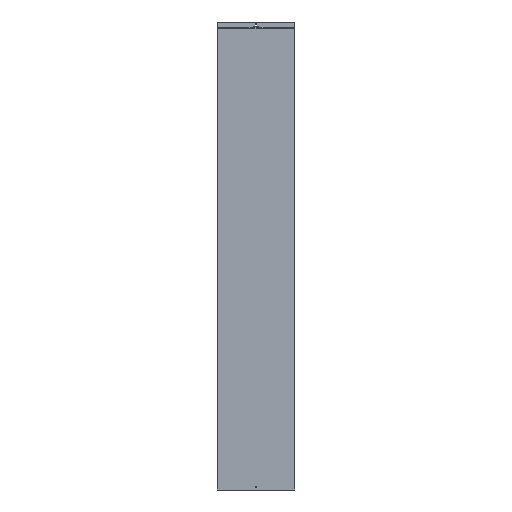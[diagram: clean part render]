
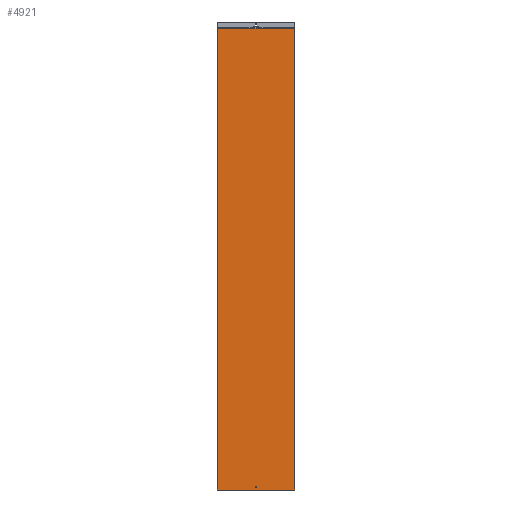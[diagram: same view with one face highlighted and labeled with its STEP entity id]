
A CAD part, front view. The second image highlights one B-rep face of the part: STEP entity #4921.
In plain terms, the highlighted planar face has unit normal (0, -1, 0).
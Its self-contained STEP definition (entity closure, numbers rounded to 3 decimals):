
#174=FACE_BOUND('',#739,.T.);
#198=CIRCLE('',#5212,3.25);
#469=FACE_OUTER_BOUND('',#738,.T.);
#738=EDGE_LOOP('',(#3107,#3108,#3109,#3110,#3111,#3112,#3113,#3114,#3115,
#3116));
#739=EDGE_LOOP('',(#3117));
#1029=LINE('',#7181,#1472);
#1038=LINE('',#7204,#1481);
#1039=LINE('',#7206,#1482);
#1040=LINE('',#7208,#1483);
#1041=LINE('',#7210,#1484);
#1042=LINE('',#7212,#1485);
#1043=LINE('',#7214,#1486);
#1044=LINE('',#7216,#1487);
#1045=LINE('',#7218,#1488);
#1046=LINE('',#7219,#1489);
#1472=VECTOR('',#5722,10.);
#1481=VECTOR('',#5737,10.);
#1482=VECTOR('',#5738,10.);
#1483=VECTOR('',#5739,10.);
#1484=VECTOR('',#5740,10.);
#1485=VECTOR('',#5741,10.);
#1486=VECTOR('',#5742,10.);
#1487=VECTOR('',#5743,10.);
#1488=VECTOR('',#5744,10.);
#1489=VECTOR('',#5745,10.);
#1911=VERTEX_POINT('',#7171);
#1915=VERTEX_POINT('',#7179);
#1926=VERTEX_POINT('',#7203);
#1927=VERTEX_POINT('',#7205);
#1928=VERTEX_POINT('',#7207);
#1929=VERTEX_POINT('',#7209);
#1930=VERTEX_POINT('',#7211);
#1931=VERTEX_POINT('',#7213);
#1932=VERTEX_POINT('',#7215);
#1933=VERTEX_POINT('',#7217);
#1934=VERTEX_POINT('',#7220);
#2373=EDGE_CURVE('',#1911,#1915,#1029,.T.);
#2384=EDGE_CURVE('',#1915,#1926,#1038,.T.);
#2385=EDGE_CURVE('',#1926,#1927,#1039,.T.);
#2386=EDGE_CURVE('',#1927,#1928,#1040,.T.);
#2387=EDGE_CURVE('',#1928,#1929,#1041,.T.);
#2388=EDGE_CURVE('',#1929,#1930,#1042,.T.);
#2389=EDGE_CURVE('',#1931,#1930,#1043,.T.);
#2390=EDGE_CURVE('',#1932,#1931,#1044,.T.);
#2391=EDGE_CURVE('',#1932,#1933,#1045,.T.);
#2392=EDGE_CURVE('',#1933,#1911,#1046,.T.);
#2393=EDGE_CURVE('',#1934,#1934,#198,.T.);
#3107=ORIENTED_EDGE('',*,*,#2373,.T.);
#3108=ORIENTED_EDGE('',*,*,#2384,.T.);
#3109=ORIENTED_EDGE('',*,*,#2385,.T.);
#3110=ORIENTED_EDGE('',*,*,#2386,.T.);
#3111=ORIENTED_EDGE('',*,*,#2387,.T.);
#3112=ORIENTED_EDGE('',*,*,#2388,.T.);
#3113=ORIENTED_EDGE('',*,*,#2389,.F.);
#3114=ORIENTED_EDGE('',*,*,#2390,.F.);
#3115=ORIENTED_EDGE('',*,*,#2391,.T.);
#3116=ORIENTED_EDGE('',*,*,#2392,.T.);
#3117=ORIENTED_EDGE('',*,*,#2393,.T.);
#4538=PLANE('',#5211);
#4921=ADVANCED_FACE('',(#469,#174),#4538,.F.);
#5211=AXIS2_PLACEMENT_3D('',#7202,#5735,#5736);
#5212=AXIS2_PLACEMENT_3D('',#7221,#5746,#5747);
#5722=DIRECTION('',(0.,0.,1.));
#5735=DIRECTION('center_axis',(0.,1.,0.));
#5736=DIRECTION('ref_axis',(0.,0.,1.));
#5737=DIRECTION('',(-1.,0.,0.));
#5738=DIRECTION('',(0.,0.,1.));
#5739=DIRECTION('',(-1.,0.,0.));
#5740=DIRECTION('',(0.,0.,-1.));
#5741=DIRECTION('',(-1.,0.,0.));
#5742=DIRECTION('',(0.,0.,1.));
#5743=DIRECTION('',(-1.,0.,0.));
#5744=DIRECTION('',(1.,0.,0.));
#5745=DIRECTION('',(1.,0.,0.));
#5746=DIRECTION('center_axis',(0.,1.,0.));
#5747=DIRECTION('ref_axis',(-1.,0.,0.));
#7171=CARTESIAN_POINT('',(-111.524,0.,-3000.));
#7179=CARTESIAN_POINT('',(-111.524,0.,-42.5));
#7181=CARTESIAN_POINT('',(-111.524,0.,-1500.));
#7202=CARTESIAN_POINT('Origin',(-361.5,0.,-1500.));
#7203=CARTESIAN_POINT('',(-115.5,0.,-42.5));
#7204=CARTESIAN_POINT('',(-236.512,0.,-42.5));
#7205=CARTESIAN_POINT('',(-115.5,0.,-41.5));
#7206=CARTESIAN_POINT('',(-115.5,0.,-760.625));
#7207=CARTESIAN_POINT('',(-607.5,0.,-41.5));
#7208=CARTESIAN_POINT('',(-238.5,0.,-41.5));
#7209=CARTESIAN_POINT('',(-607.5,0.,-42.5));
#7210=CARTESIAN_POINT('',(-607.5,0.,-760.625));
#7211=CARTESIAN_POINT('',(-611.476,0.,-42.5));
#7212=CARTESIAN_POINT('',(-486.488,0.,-42.5));
#7213=CARTESIAN_POINT('',(-611.476,0.,-3000.));
#7214=CARTESIAN_POINT('',(-611.476,0.,-1500.));
#7215=CARTESIAN_POINT('',(-608.976,0.,-3000.));
#7216=CARTESIAN_POINT('',(-237.762,0.,-3000.));
#7217=CARTESIAN_POINT('',(-114.024,0.,-3000.));
#7218=CARTESIAN_POINT('',(-723.,0.,-3000.));
#7219=CARTESIAN_POINT('',(-237.762,0.,-3000.));
#7220=CARTESIAN_POINT('',(-358.25,0.,-2980.));
#7221=CARTESIAN_POINT('Origin',(-361.5,0.,-2980.));
